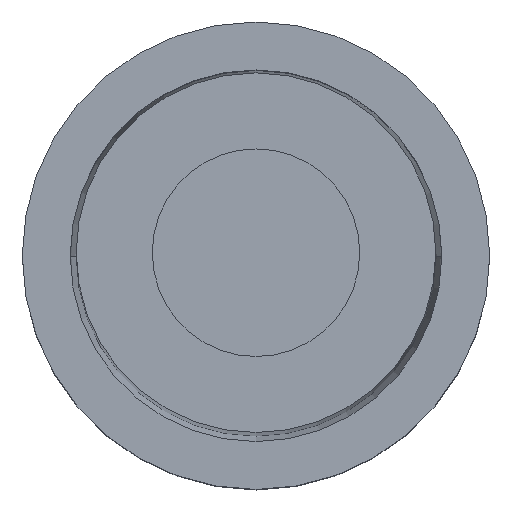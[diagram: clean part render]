
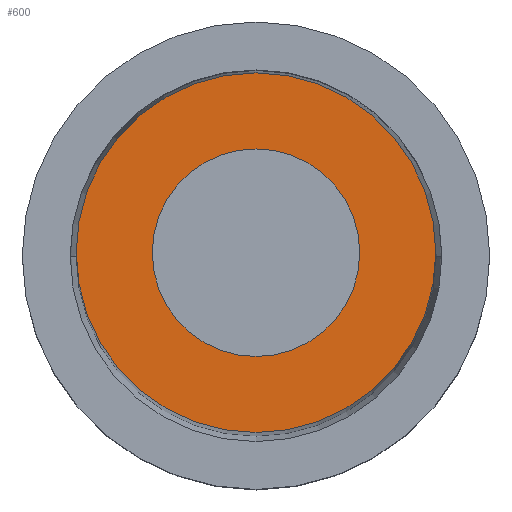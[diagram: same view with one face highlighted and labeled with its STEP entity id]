
A CAD part, top view. The second image highlights one B-rep face of the part: STEP entity #600.
In plain terms, the highlighted planar face has unit normal (0, 0, 1).
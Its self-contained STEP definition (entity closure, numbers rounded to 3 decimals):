
#298=CARTESIAN_POINT('',(-2.34,1.95,0.));
#299=DIRECTION('',(0.,0.,1.));
#300=DIRECTION('',(-1.,0.,0.));
#301=AXIS2_PLACEMENT_3D('',#298,#299,#300);
#303=CARTESIAN_POINT('',(-2.34,1.95,0.));
#304=DIRECTION('',(0.,0.,1.));
#305=DIRECTION('',(1.,0.,0.));
#306=AXIS2_PLACEMENT_3D('',#303,#304,#305);
#308=CARTESIAN_POINT('',(-2.34,1.95,0.));
#309=DIRECTION('',(0.,0.,-1.));
#310=DIRECTION('',(-1.,0.,0.));
#311=AXIS2_PLACEMENT_3D('',#308,#309,#310);
#313=CARTESIAN_POINT('',(-2.34,1.95,0.));
#314=DIRECTION('',(0.,0.,-1.));
#315=DIRECTION('',(1.,0.,0.));
#316=AXIS2_PLACEMENT_3D('',#313,#314,#315);
#386=CARTESIAN_POINT('',(-3.206,1.95,0.));
#387=CARTESIAN_POINT('',(-1.474,1.95,0.));
#388=VERTEX_POINT('',#386);
#389=VERTEX_POINT('',#387);
#394=CARTESIAN_POINT('',(-0.84,1.95,0.));
#395=CARTESIAN_POINT('',(-3.84,1.95,0.));
#396=VERTEX_POINT('',#394);
#397=VERTEX_POINT('',#395);
#585=CARTESIAN_POINT('',(-2.34,1.95,0.));
#586=DIRECTION('',(0.,0.,1.));
#587=DIRECTION('',(1.,0.,0.));
#588=AXIS2_PLACEMENT_3D('',#585,#586,#587);
#589=PLANE('',#588);
#590=ORIENTED_EDGE('',*,*,#543,.F.);
#591=ORIENTED_EDGE('',*,*,#565,.F.);
#592=EDGE_LOOP('',(#590,#591));
#593=FACE_OUTER_BOUND('',#592,.F.);
#595=ORIENTED_EDGE('',*,*,#594,.F.);
#597=ORIENTED_EDGE('',*,*,#596,.F.);
#598=EDGE_LOOP('',(#595,#597));
#599=FACE_BOUND('',#598,.F.);
#600=ADVANCED_FACE('',(#593,#599),#589,.T.);
#302=CIRCLE('',#301,1.5);
#307=CIRCLE('',#306,1.5);
#312=CIRCLE('',#311,0.866);
#317=CIRCLE('',#316,0.866);
#543=EDGE_CURVE('',#397,#396,#302,.T.);
#565=EDGE_CURVE('',#396,#397,#307,.T.);
#594=EDGE_CURVE('',#388,#389,#312,.T.);
#596=EDGE_CURVE('',#389,#388,#317,.T.);
